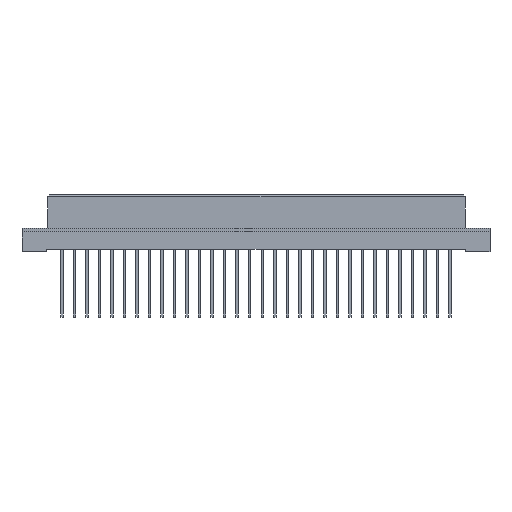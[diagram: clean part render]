
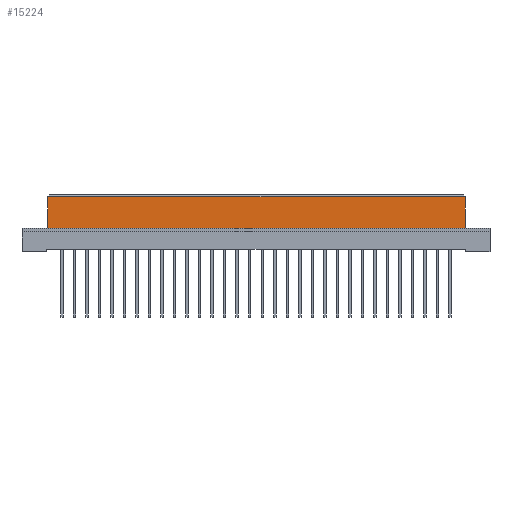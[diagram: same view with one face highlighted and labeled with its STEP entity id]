
A CAD part, front view. The second image highlights one B-rep face of the part: STEP entity #15224.
In plain terms, the highlighted planar face has unit normal (0, -1, 0).
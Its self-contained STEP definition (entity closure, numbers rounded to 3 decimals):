
#1132 = EDGE_CURVE ( 'NONE', #36754, #18509, #24126, .T. ) ;
#1454 = CARTESIAN_POINT ( 'NONE',  ( 86.931, 1.15, 11.48 ) ) ;
#3369 = ORIENTED_EDGE ( 'NONE', *, *, #38795, .F. ) ;
#3500 = VECTOR ( 'NONE', #38070, 1000. ) ;
#3641 = CARTESIAN_POINT ( 'NONE',  ( 5.2, 1.15, 11.08 ) ) ;
#3785 = CARTESIAN_POINT ( 'NONE',  ( 90., 1.15, 4.75 ) ) ;
#7268 = VECTOR ( 'NONE', #12843, 1000. ) ;
#8221 = CARTESIAN_POINT ( 'NONE',  ( 86.931, 1.15, 11.08 ) ) ;
#10063 = FACE_OUTER_BOUND ( 'NONE', #36840, .T. ) ;
#10196 = VERTEX_POINT ( 'NONE', #30663 ) ;
#10205 = PLANE ( 'NONE',  #37883 ) ;
#10731 = DIRECTION ( 'NONE',  ( -1., 0., 0. ) ) ;
#12843 = DIRECTION ( 'NONE',  ( 0., 0., -1. ) ) ;
#13755 = DIRECTION ( 'NONE',  ( 0., 1., 0. ) ) ;
#15224 = ADVANCED_FACE ( 'NONE', ( #10063 ), #10205, .F. ) ;
#16590 = ORIENTED_EDGE ( 'NONE', *, *, #34322, .T. ) ;
#17528 = ORIENTED_EDGE ( 'NONE', *, *, #23065, .T. ) ;
#18509 = VERTEX_POINT ( 'NONE', #3785 ) ;
#18513 = VERTEX_POINT ( 'NONE', #3641 ) ;
#19087 = LINE ( 'NONE', #25771, #3500 ) ;
#20367 = DIRECTION ( 'NONE',  ( -1., 0., 0. ) ) ;
#23065 = EDGE_CURVE ( 'NONE', #10196, #18513, #27998, .T. ) ;
#23797 = LINE ( 'NONE', #34041, #7268 ) ;
#24126 = LINE ( 'NONE', #34777, #35051 ) ;
#25771 = CARTESIAN_POINT ( 'NONE',  ( 5.2, 1.15, 11.48 ) ) ;
#25897 = DIRECTION ( 'NONE',  ( 1., 0., 0. ) ) ;
#27998 = LINE ( 'NONE', #8221, #38900 ) ;
#28864 = ORIENTED_EDGE ( 'NONE', *, *, #1132, .T. ) ;
#30167 = CARTESIAN_POINT ( 'NONE',  ( 5.2, 1.15, 4.75 ) ) ;
#30663 = CARTESIAN_POINT ( 'NONE',  ( 90., 1.15, 11.08 ) ) ;
#34041 = CARTESIAN_POINT ( 'NONE',  ( 90., 1.15, 11.48 ) ) ;
#34322 = EDGE_CURVE ( 'NONE', #18513, #36754, #19087, .T. ) ;
#34777 = CARTESIAN_POINT ( 'NONE',  ( 86.931, 1.15, 4.75 ) ) ;
#35051 = VECTOR ( 'NONE', #25897, 1000. ) ;
#36754 = VERTEX_POINT ( 'NONE', #30167 ) ;
#36840 = EDGE_LOOP ( 'NONE', ( #3369, #17528, #16590, #28864 ) ) ;
#37883 = AXIS2_PLACEMENT_3D ( 'NONE', #1454, #13755, #10731 ) ;
#38070 = DIRECTION ( 'NONE',  ( 0., 0., -1. ) ) ;
#38795 = EDGE_CURVE ( 'NONE', #10196, #18509, #23797, .T. ) ;
#38900 = VECTOR ( 'NONE', #20367, 1000. ) ;
